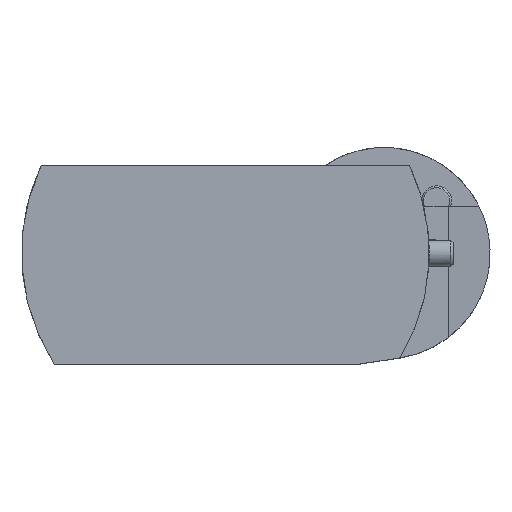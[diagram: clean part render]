
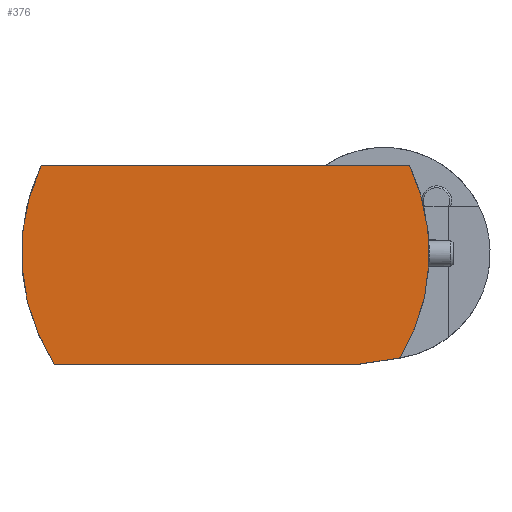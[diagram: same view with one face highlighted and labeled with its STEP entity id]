
A CAD part, top view. The second image highlights one B-rep face of the part: STEP entity #376.
In plain terms, the highlighted planar face has unit normal (0, 0, 1).
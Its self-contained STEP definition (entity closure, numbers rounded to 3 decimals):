
#99=PLANE('',#1296);
#164=LINE('',#1834,#273);
#167=LINE('',#1910,#276);
#170=LINE('',#1916,#279);
#273=VECTOR('',#1455,1.);
#276=VECTOR('',#1476,1.);
#279=VECTOR('',#1483,1.);
#376=ADVANCED_FACE('',(#442),#99,.F.);
#442=FACE_OUTER_BOUND('',#503,.T.);
#503=EDGE_LOOP('',(#685,#686,#687,#688,#689,#690));
#584=CIRCLE('',#1278,20.);
#588=CIRCLE('',#1286,38.5);
#590=CIRCLE('',#1292,38.5);
#685=ORIENTED_EDGE('',*,*,#1060,.T.);
#686=ORIENTED_EDGE('',*,*,#1076,.F.);
#687=ORIENTED_EDGE('',*,*,#1067,.T.);
#688=ORIENTED_EDGE('',*,*,#1069,.F.);
#689=ORIENTED_EDGE('',*,*,#1077,.F.);
#690=ORIENTED_EDGE('',*,*,#1080,.T.);
#945=VERTEX_POINT('',#1819);
#946=VERTEX_POINT('',#1821);
#950=VERTEX_POINT('',#1833);
#951=VERTEX_POINT('',#1835);
#952=VERTEX_POINT('',#1839);
#957=VERTEX_POINT('',#1911);
#1060=EDGE_CURVE('',#946,#945,#584,.T.);
#1067=EDGE_CURVE('',#951,#950,#164,.T.);
#1069=EDGE_CURVE('',#952,#950,#588,.T.);
#1076=EDGE_CURVE('',#951,#945,#590,.T.);
#1077=EDGE_CURVE('',#957,#952,#167,.T.);
#1080=EDGE_CURVE('',#957,#946,#170,.T.);
#1278=AXIS2_PLACEMENT_3D('',#1820,#1439,#1440);
#1286=AXIS2_PLACEMENT_3D('',#1838,#1459,#1460);
#1292=AXIS2_PLACEMENT_3D('',#1908,#1472,#1473);
#1296=AXIS2_PLACEMENT_3D('',#1917,#1484,#1485);
#1439=DIRECTION('',(0.,0.,1.));
#1440=DIRECTION('',(0.,-1.,0.));
#1455=DIRECTION('',(-1.,0.,0.));
#1459=DIRECTION('',(0.,0.,-1.));
#1460=DIRECTION('',(1.,0.,0.));
#1472=DIRECTION('',(0.,0.,-1.));
#1473=DIRECTION('',(1.,0.,0.));
#1476=DIRECTION('',(-1.,0.,0.));
#1483=DIRECTION('',(0.988,0.152,0.));
#1484=DIRECTION('',(0.,0.,-1.));
#1485=DIRECTION('',(0.,1.,0.));
#1819=CARTESIAN_POINT('',(33.038,-19.768,0.));
#1820=CARTESIAN_POINT('',(30.,0.,0.));
#1821=CARTESIAN_POINT('',(33.03,-19.769,0.));
#1833=CARTESIAN_POINT('',(-34.785,16.5,0.));
#1834=CARTESIAN_POINT('',(-34.785,16.5,0.));
#1835=CARTESIAN_POINT('',(34.785,16.5,0.));
#1838=CARTESIAN_POINT('',(0.,0.,0.));
#1839=CARTESIAN_POINT('',(-32.268,-21.,0.));
#1908=CARTESIAN_POINT('',(0.,0.,0.));
#1910=CARTESIAN_POINT('',(-32.268,-21.,0.));
#1911=CARTESIAN_POINT('',(25.,-21.,0.));
#1916=CARTESIAN_POINT('',(66.086,-14.702,0.));
#1917=CARTESIAN_POINT('',(60.,25.,0.));
